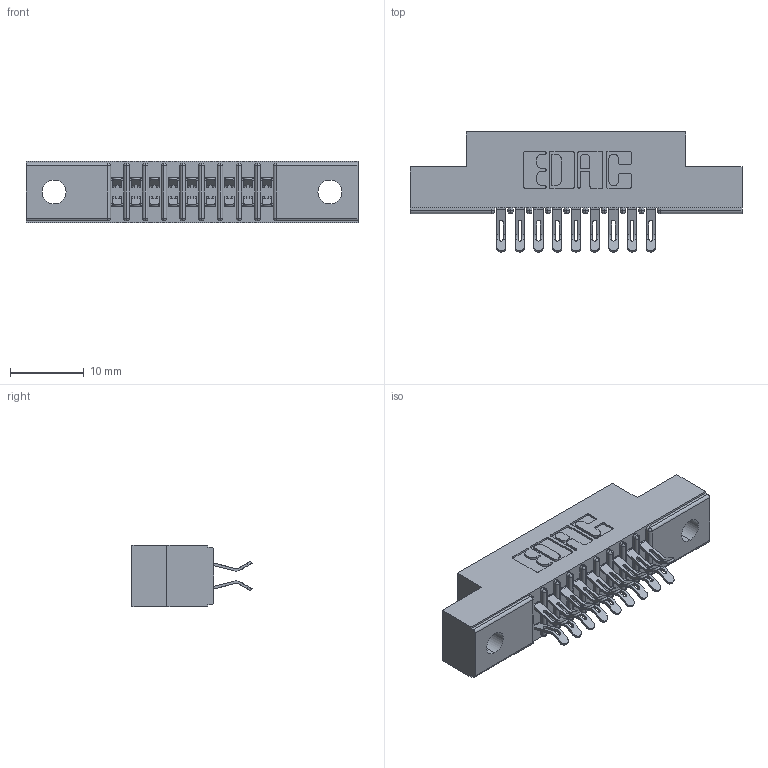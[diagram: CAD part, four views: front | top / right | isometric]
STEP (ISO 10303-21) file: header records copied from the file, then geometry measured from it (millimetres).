
FILE_DESCRIPTION (( 'STEP AP203' ), '1' );
FILE_NAME ('391-018-555-202.STEP', '2018-08-08T18:29:31', ( '' ), ( '' ), 'SwSTEP 2.0', 'SolidWorks 2016', '' );
FILE_SCHEMA (( 'CONFIG_CONTROL_DESIGN' ));
Length unit declared in the file: inch
Products named in the file (3): 341 Part_.128 (3.25) Dia Mounting Holes; 341-292-001_341-292-155; 391-018-555-202
Assembly tree (19 placements, depth 2):
  391-018-555-202
    341 Part_.128 (3.25) Dia Mounting Holes
    341-292-001_341-292-155  x18
Bounding box: 45.09 x 16.31 x 8.38 mm (x, y, z)
Volume: 2584.9 mm3; surface area: 4484.9 mm2
Topology: 19 solids, 19 shells, 1520 faces, 4519 edges, 2942 vertices
Faces by surface type: plane 824, cylinder 660, sphere 20, torus 16
Entity records: 15760 total; most frequent: CARTESIAN_POINT 2637, ORIENTED_EDGE 2606, DIRECTION 2573, EDGE_CURVE 1303, LINE 1001, VECTOR 1001, VERTEX_POINT 834, AXIS2_PLACEMENT_3D 786
